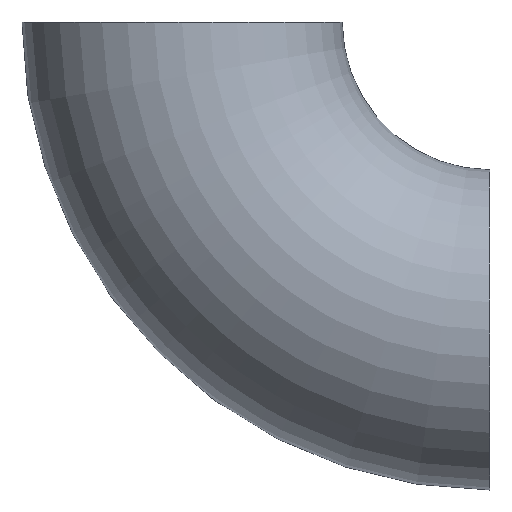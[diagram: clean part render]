
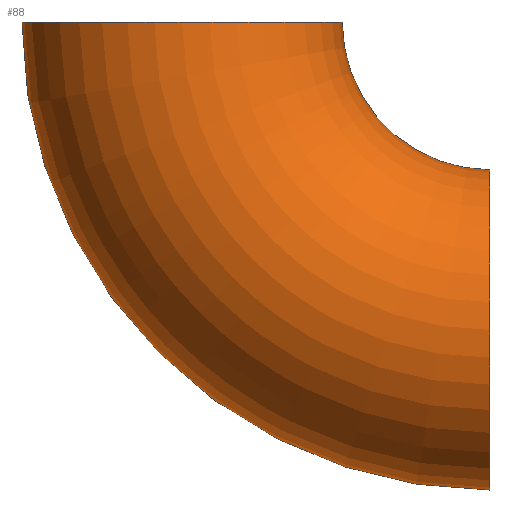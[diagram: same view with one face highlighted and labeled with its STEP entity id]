
A CAD part, front view. The second image highlights one B-rep face of the part: STEP entity #88.
In plain terms, the highlighted toroidal (fillet/blend) face has major radius 100 mm and minor radius 52 mm.
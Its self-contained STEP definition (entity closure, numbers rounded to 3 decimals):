
#9 = AXIS2_PLACEMENT_3D ( 'NONE', #199, #29, #186 ) ;
#11 = CARTESIAN_POINT ( 'NONE',  ( 0., 0., -48. ) ) ;
#12 = DIRECTION ( 'NONE',  ( 0., 0., 1. ) ) ;
#13 = CARTESIAN_POINT ( 'NONE',  ( -152., 0., 0. ) ) ;
#22 = EDGE_CURVE ( 'NONE', #64, #81, #155, .T. ) ;
#29 = DIRECTION ( 'NONE',  ( 0., 1., 0. ) ) ;
#36 = AXIS2_PLACEMENT_3D ( 'NONE', #86, #73, #12 ) ;
#38 = DIRECTION ( 'NONE',  ( 0., 1., 0. ) ) ;
#50 = CARTESIAN_POINT ( 'NONE',  ( -48., 0., 0. ) ) ;
#64 = VERTEX_POINT ( 'NONE', #11 ) ;
#69 = DIRECTION ( 'NONE',  ( 0., 0., 1. ) ) ;
#70 = EDGE_CURVE ( 'NONE', #236, #160, #170, .T. ) ;
#73 = DIRECTION ( 'NONE',  ( -1., 0., 0. ) ) ;
#81 = VERTEX_POINT ( 'NONE', #50 ) ;
#86 = CARTESIAN_POINT ( 'NONE',  ( 0., 0., -100. ) ) ;
#87 = AXIS2_PLACEMENT_3D ( 'NONE', #165, #204, #220 ) ;
#88 = ADVANCED_FACE ( 'NONE', ( #245 ), #173, .T. ) ;
#89 = CARTESIAN_POINT ( 'NONE',  ( 0., 0., 0. ) ) ;
#92 = CIRCLE ( 'NONE', #36, 52. ) ;
#95 = EDGE_CURVE ( 'NONE', #160, #81, #109, .T. ) ;
#101 = ORIENTED_EDGE ( 'NONE', *, *, #115, .T. ) ;
#109 = CIRCLE ( 'NONE', #87, 52. ) ;
#114 = CARTESIAN_POINT ( 'NONE',  ( 0., 0., -152. ) ) ;
#115 = EDGE_CURVE ( 'NONE', #236, #64, #92, .T. ) ;
#120 = ORIENTED_EDGE ( 'NONE', *, *, #70, .F. ) ;
#123 = ORIENTED_EDGE ( 'NONE', *, *, #95, .F. ) ;
#136 = CARTESIAN_POINT ( 'NONE',  ( 0., 0., 0. ) ) ;
#155 = CIRCLE ( 'NONE', #182, 48. ) ;
#160 = VERTEX_POINT ( 'NONE', #13 ) ;
#165 = CARTESIAN_POINT ( 'NONE',  ( -100., 0., 0. ) ) ;
#170 = CIRCLE ( 'NONE', #9, 152. ) ;
#173 = TOROIDAL_SURFACE ( 'NONE', #237, 100., 52. ) ;
#174 = ORIENTED_EDGE ( 'NONE', *, *, #22, .T. ) ;
#182 = AXIS2_PLACEMENT_3D ( 'NONE', #136, #38, #195 ) ;
#186 = DIRECTION ( 'NONE',  ( 0., 0., 1. ) ) ;
#187 = DIRECTION ( 'NONE',  ( 0., 1., 0. ) ) ;
#195 = DIRECTION ( 'NONE',  ( 0., 0., 1. ) ) ;
#198 = EDGE_LOOP ( 'NONE', ( #120, #101, #174, #123 ) ) ;
#199 = CARTESIAN_POINT ( 'NONE',  ( 0., 0., 0. ) ) ;
#204 = DIRECTION ( 'NONE',  ( 0., 0., 1. ) ) ;
#220 = DIRECTION ( 'NONE',  ( 1., 0., 0. ) ) ;
#236 = VERTEX_POINT ( 'NONE', #114 ) ;
#237 = AXIS2_PLACEMENT_3D ( 'NONE', #89, #187, #69 ) ;
#245 = FACE_OUTER_BOUND ( 'NONE', #198, .T. ) ;
